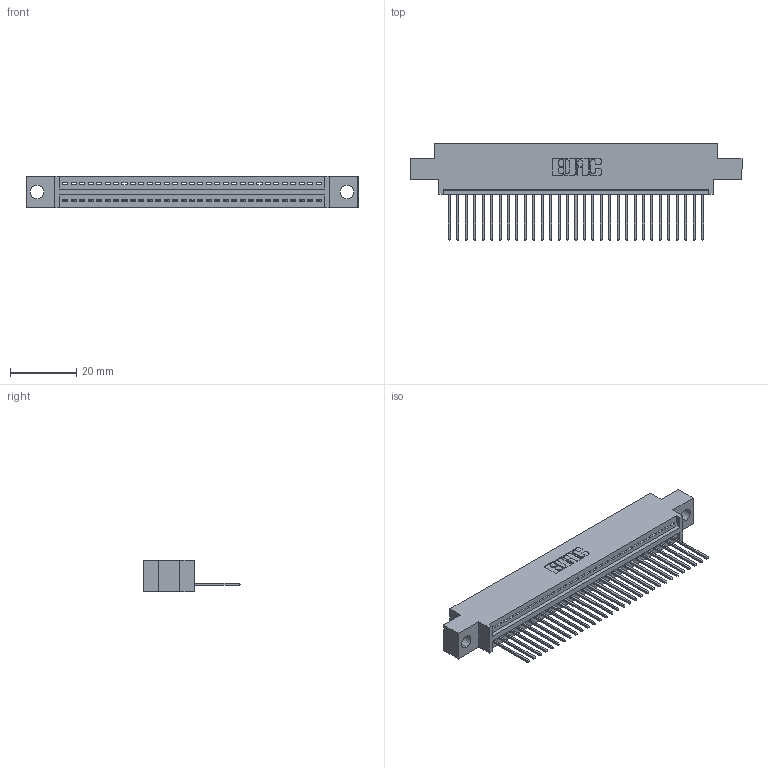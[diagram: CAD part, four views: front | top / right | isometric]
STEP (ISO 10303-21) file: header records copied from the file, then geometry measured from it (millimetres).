
FILE_DESCRIPTION (( 'STEP AP203' ), '1' );
FILE_NAME ('395-031-540-604.STEP', '2021-05-31T14:45:39', ( '' ), ( '' ), 'SwSTEP 2.0', 'SolidWorks 2020', '' );
FILE_SCHEMA (( 'CONFIG_CONTROL_DESIGN' ));
Length unit declared in the file: inch
Products named in the file (3): 395-031-540-604; 345 Part_0.170 Offset - 0.156 Dia-TI; 345-292-001_345-293-140
Assembly tree (32 placements, depth 2):
  395-031-540-604
    345 Part_0.170 Offset - 0.156 Dia-TI
    345-292-001_345-293-140  x31
Bounding box: 99.95 x 29.13 x 9.4 mm (x, y, z)
Volume: 9225.8 mm3; surface area: 12381.8 mm2
Topology: 32 solids, 32 shells, 1942 faces, 5845 edges, 3854 vertices
Faces by surface type: plane 1338, cylinder 604
Entity records: 25381 total; most frequent: CARTESIAN_POINT 4407, ORIENTED_EDGE 4370, DIRECTION 3863, EDGE_CURVE 2185, LINE 1929, VECTOR 1929, VERTEX_POINT 1454, AXIS2_PLACEMENT_3D 967
